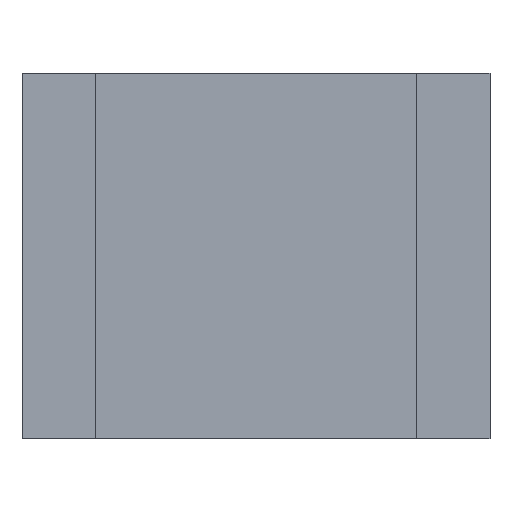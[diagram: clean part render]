
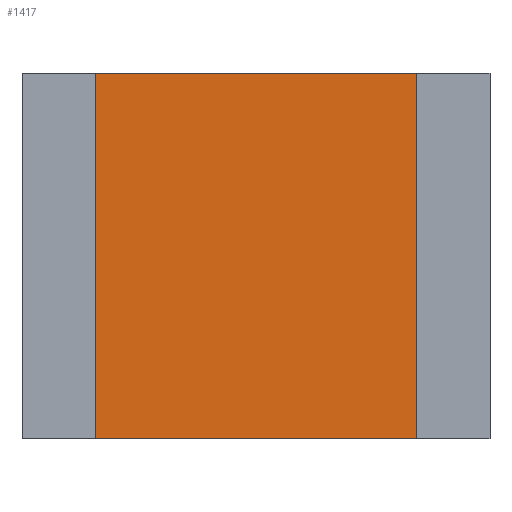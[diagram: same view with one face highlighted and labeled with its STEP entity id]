
A CAD part, front view. The second image highlights one B-rep face of the part: STEP entity #1417.
In plain terms, the highlighted planar face has unit normal (0, -1, 0).
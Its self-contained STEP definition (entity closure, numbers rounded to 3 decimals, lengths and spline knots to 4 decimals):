
#134=FACE_OUTER_BOUND('',#214,.T.);
#214=EDGE_LOOP('',(#959,#960,#961,#962));
#297=LINE('',#1857,#450);
#305=LINE('',#1872,#458);
#306=LINE('',#1874,#459);
#307=LINE('',#1875,#460);
#450=VECTOR('',#1569,2.5);
#458=VECTOR('',#1581,2.5);
#459=VECTOR('',#1584,3.14);
#460=VECTOR('',#1585,3.14);
#602=VERTEX_POINT('',#1853);
#604=VERTEX_POINT('',#1856);
#608=VERTEX_POINT('',#1868);
#609=VERTEX_POINT('',#1870);
#741=EDGE_CURVE('',#602,#604,#297,.T.);
#749=EDGE_CURVE('',#608,#609,#305,.T.);
#750=EDGE_CURVE('',#608,#602,#306,.T.);
#751=EDGE_CURVE('',#604,#609,#307,.T.);
#959=ORIENTED_EDGE('',*,*,#750,.F.);
#960=ORIENTED_EDGE('',*,*,#749,.T.);
#961=ORIENTED_EDGE('',*,*,#751,.F.);
#962=ORIENTED_EDGE('',*,*,#741,.F.);
#1364=PLANE('',#1501);
#1417=ADVANCED_FACE('',(#134),#1364,.T.);
#1501=AXIS2_PLACEMENT_3D('',#1873,#1582,#1583);
#1569=DIRECTION('',(0.,0.,-1.));
#1581=DIRECTION('',(0.,0.,-1.));
#1582=DIRECTION('center_axis',(0.,-1.,0.));
#1583=DIRECTION('ref_axis',(-1.,0.,0.));
#1584=DIRECTION('',(1.,0.,0.));
#1585=DIRECTION('',(-1.,0.,0.));
#1853=CARTESIAN_POINT('',(3.14,0.,0.));
#1856=CARTESIAN_POINT('',(3.14,0.,-2.5));
#1857=CARTESIAN_POINT('',(3.14,0.,0.));
#1868=CARTESIAN_POINT('',(0.,0.,0.));
#1870=CARTESIAN_POINT('',(0.,0.,-2.5));
#1872=CARTESIAN_POINT('',(0.,0.,0.));
#1873=CARTESIAN_POINT('Origin',(3.14,0.,0.));
#1874=CARTESIAN_POINT('',(0.,0.,0.));
#1875=CARTESIAN_POINT('',(0.,0.,-2.5));
